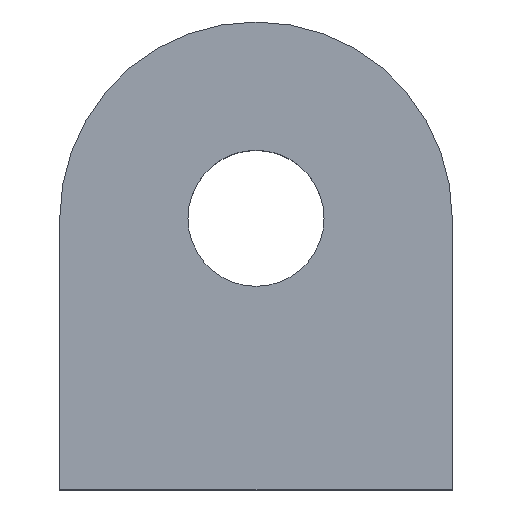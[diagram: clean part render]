
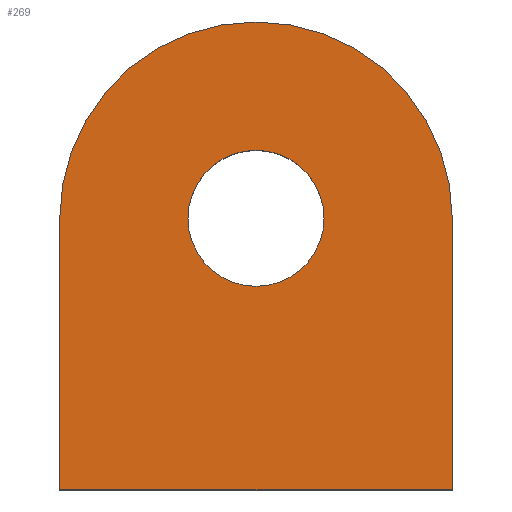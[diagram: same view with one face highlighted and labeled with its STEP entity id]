
A CAD part, top view. The second image highlights one B-rep face of the part: STEP entity #269.
In plain terms, the highlighted planar face has unit normal (0, 0, 1).
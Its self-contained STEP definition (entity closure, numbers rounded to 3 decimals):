
#5 = DIRECTION ( 'NONE',  ( 0., -1., 0. ) ) ;
#15 = EDGE_CURVE ( 'NONE', #273, #185, #113, .T. ) ;
#18 = EDGE_LOOP ( 'NONE', ( #281, #153 ) ) ;
#19 = CARTESIAN_POINT ( 'NONE',  ( -24.316, -8.989, 4.7 ) ) ;
#21 = DIRECTION ( 'NONE',  ( 1., 0., 0. ) ) ;
#22 = VERTEX_POINT ( 'NONE', #213 ) ;
#32 = CARTESIAN_POINT ( 'NONE',  ( -24.316, 11.756, 4.7 ) ) ;
#39 = VERTEX_POINT ( 'NONE', #148 ) ;
#40 = AXIS2_PLACEMENT_3D ( 'NONE', #222, #199, #21 ) ;
#44 = DIRECTION ( 'NONE',  ( 1., 0., 0. ) ) ;
#57 = DIRECTION ( 'NONE',  ( 1., 0., 0. ) ) ;
#67 = EDGE_CURVE ( 'NONE', #39, #22, #83, .T. ) ;
#75 = FACE_OUTER_BOUND ( 'NONE', #191, .T. ) ;
#76 = VERTEX_POINT ( 'NONE', #245 ) ;
#83 = CIRCLE ( 'NONE', #203, 5.2 ) ;
#84 = CARTESIAN_POINT ( 'NONE',  ( -9.316, 11.756, 4.7 ) ) ;
#87 = AXIS2_PLACEMENT_3D ( 'NONE', #233, #308, #162 ) ;
#97 = ORIENTED_EDGE ( 'NONE', *, *, #15, .T. ) ;
#113 = LINE ( 'NONE', #32, #267 ) ;
#119 = VERTEX_POINT ( 'NONE', #155 ) ;
#132 = DIRECTION ( 'NONE',  ( 0., 1., 0. ) ) ;
#133 = EDGE_CURVE ( 'NONE', #22, #39, #201, .T. ) ;
#146 = VECTOR ( 'NONE', #132, 1000. ) ;
#148 = CARTESIAN_POINT ( 'NONE',  ( -4.116, 11.756, 4.7 ) ) ;
#149 = CIRCLE ( 'NONE', #87, 15. ) ;
#153 = ORIENTED_EDGE ( 'NONE', *, *, #67, .F. ) ;
#155 = CARTESIAN_POINT ( 'NONE',  ( 5.684, -8.989, 4.7 ) ) ;
#160 = ORIENTED_EDGE ( 'NONE', *, *, #190, .T. ) ;
#161 = EDGE_CURVE ( 'NONE', #185, #119, #217, .T. ) ;
#162 = DIRECTION ( 'NONE',  ( 1., 0., 0. ) ) ;
#182 = VECTOR ( 'NONE', #256, 1000. ) ;
#183 = DIRECTION ( 'NONE',  ( 0., 0., 1. ) ) ;
#185 = VERTEX_POINT ( 'NONE', #250 ) ;
#190 = EDGE_CURVE ( 'NONE', #119, #76, #240, .T. ) ;
#191 = EDGE_LOOP ( 'NONE', ( #263, #97, #236, #160 ) ) ;
#198 = DIRECTION ( 'NONE',  ( 0., 0., 1. ) ) ;
#199 = DIRECTION ( 'NONE',  ( 0., 0., 1. ) ) ;
#201 = CIRCLE ( 'NONE', #280, 5.2 ) ;
#203 = AXIS2_PLACEMENT_3D ( 'NONE', #220, #198, #57 ) ;
#204 = FACE_BOUND ( 'NONE', #18, .T. ) ;
#213 = CARTESIAN_POINT ( 'NONE',  ( -14.516, 11.756, 4.7 ) ) ;
#217 = LINE ( 'NONE', #19, #182 ) ;
#220 = CARTESIAN_POINT ( 'NONE',  ( -9.316, 11.756, 4.7 ) ) ;
#222 = CARTESIAN_POINT ( 'NONE',  ( -9.316, 11.756, 4.7 ) ) ;
#233 = CARTESIAN_POINT ( 'NONE',  ( -9.316, 11.756, 4.7 ) ) ;
#236 = ORIENTED_EDGE ( 'NONE', *, *, #161, .T. ) ;
#240 = LINE ( 'NONE', #257, #146 ) ;
#245 = CARTESIAN_POINT ( 'NONE',  ( 5.684, 11.756, 4.7 ) ) ;
#250 = CARTESIAN_POINT ( 'NONE',  ( -24.316, -8.989, 4.7 ) ) ;
#256 = DIRECTION ( 'NONE',  ( 1., 0., 0. ) ) ;
#257 = CARTESIAN_POINT ( 'NONE',  ( 5.684, -8.989, 4.7 ) ) ;
#263 = ORIENTED_EDGE ( 'NONE', *, *, #302, .T. ) ;
#267 = VECTOR ( 'NONE', #5, 1000. ) ;
#269 = ADVANCED_FACE ( 'NONE', ( #75, #204 ), #275, .T. ) ;
#273 = VERTEX_POINT ( 'NONE', #298 ) ;
#275 = PLANE ( 'NONE',  #40 ) ;
#280 = AXIS2_PLACEMENT_3D ( 'NONE', #84, #183, #44 ) ;
#281 = ORIENTED_EDGE ( 'NONE', *, *, #133, .F. ) ;
#298 = CARTESIAN_POINT ( 'NONE',  ( -24.316, 11.756, 4.7 ) ) ;
#302 = EDGE_CURVE ( 'NONE', #76, #273, #149, .T. ) ;
#308 = DIRECTION ( 'NONE',  ( 0., 0., 1. ) ) ;
